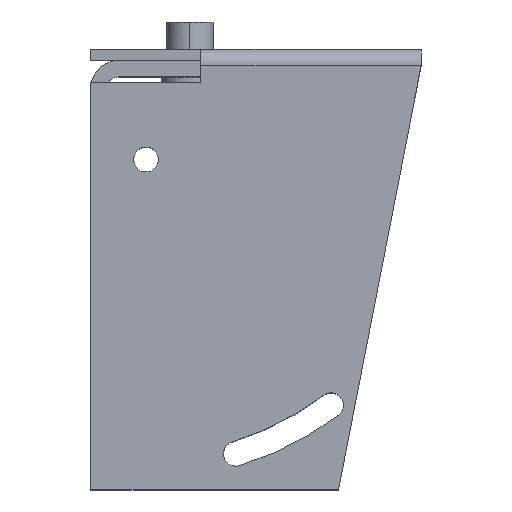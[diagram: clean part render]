
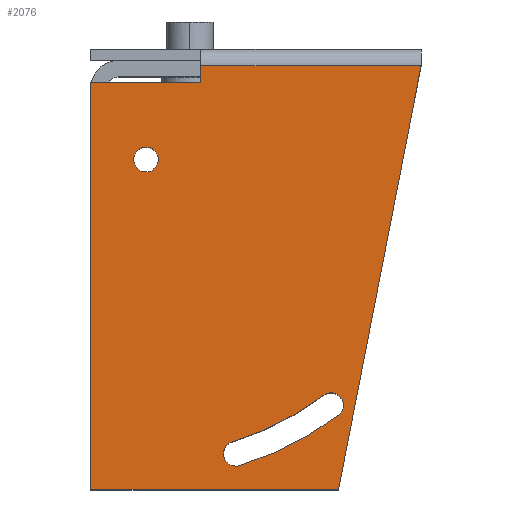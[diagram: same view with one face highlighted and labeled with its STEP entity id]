
A CAD part, top view. The second image highlights one B-rep face of the part: STEP entity #2076.
In plain terms, the highlighted planar face has unit normal (0, 0, 1).
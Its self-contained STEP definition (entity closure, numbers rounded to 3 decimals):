
#211=DIRECTION('',(-1.,0.,0.));
#212=VECTOR('',#211,40.);
#213=CARTESIAN_POINT('',(57.,2.,14.5));
#214=LINE('',#213,#212);
#521=DIRECTION('',(-1.,0.,0.));
#522=VECTOR('',#521,20.);
#523=CARTESIAN_POINT('',(17.,-1.,14.5));
#524=LINE('',#523,#522);
#529=DIRECTION('',(0.,1.,0.));
#530=VECTOR('',#529,3.);
#531=CARTESIAN_POINT('',(17.,-1.,14.5));
#532=LINE('',#531,#530);
#533=DIRECTION('',(-0.191,-0.982,0.));
#534=VECTOR('',#533,78.447);
#535=CARTESIAN_POINT('',(57.,2.,14.5));
#536=LINE('',#535,#534);
#537=DIRECTION('',(-1.,0.,0.));
#538=VECTOR('',#537,45.);
#539=CARTESIAN_POINT('',(42.,-75.,14.5));
#540=LINE('',#539,#538);
#541=CARTESIAN_POINT('',(7.,-15.,14.5));
#542=DIRECTION('',(0.,0.,1.));
#543=DIRECTION('',(-1.,0.,0.));
#544=AXIS2_PLACEMENT_3D('',#541,#542,#543);
#546=CARTESIAN_POINT('',(7.,-15.,14.5));
#547=DIRECTION('',(0.,0.,1.));
#548=DIRECTION('',(1.,0.,0.));
#549=AXIS2_PLACEMENT_3D('',#546,#547,#548);
#551=CARTESIAN_POINT('',(23.344,-68.457,14.5));
#552=DIRECTION('',(0.,0.,1.));
#553=DIRECTION('',(-0.292,0.956,0.));
#554=AXIS2_PLACEMENT_3D('',#551,#552,#553);
#556=CARTESIAN_POINT('',(7.,-15.,14.5));
#557=DIRECTION('',(0.,0.,1.));
#558=DIRECTION('',(0.292,-0.956,0.));
#559=AXIS2_PLACEMENT_3D('',#556,#557,#558);
#561=CARTESIAN_POINT('',(40.641,-59.644,14.5));
#562=DIRECTION('',(0.,0.,1.));
#563=DIRECTION('',(0.602,-0.799,0.));
#564=AXIS2_PLACEMENT_3D('',#561,#562,#563);
#566=CARTESIAN_POINT('',(7.,-15.,14.5));
#567=DIRECTION('',(0.,0.,-1.));
#568=DIRECTION('',(0.602,-0.799,0.));
#569=AXIS2_PLACEMENT_3D('',#566,#567,#568);
#583=DIRECTION('',(0.,-1.,0.));
#584=VECTOR('',#583,74.);
#585=CARTESIAN_POINT('',(-3.,-1.,14.5));
#586=LINE('',#585,#584);
#1183=CARTESIAN_POINT('',(17.,2.,14.5));
#1184=VERTEX_POINT('',#1183);
#1185=CARTESIAN_POINT('',(57.,2.,14.5));
#1186=VERTEX_POINT('',#1185);
#1189=CARTESIAN_POINT('',(42.,-75.,14.5));
#1190=VERTEX_POINT('',#1189);
#1209=CARTESIAN_POINT('',(9.25,-15.,14.5));
#1210=VERTEX_POINT('',#1209);
#1211=CARTESIAN_POINT('',(4.75,-15.,14.5));
#1212=VERTEX_POINT('',#1211);
#1213=CARTESIAN_POINT('',(17.,-1.,14.5));
#1214=VERTEX_POINT('',#1213);
#1215=CARTESIAN_POINT('',(-3.,-75.,14.5));
#1216=VERTEX_POINT('',#1215);
#1217=CARTESIAN_POINT('',(-3.,-1.,14.5));
#1218=VERTEX_POINT('',#1217);
#1219=CARTESIAN_POINT('',(22.686,-66.306,14.5));
#1220=CARTESIAN_POINT('',(24.001,-70.609,14.5));
#1221=VERTEX_POINT('',#1219);
#1222=VERTEX_POINT('',#1220);
#1223=CARTESIAN_POINT('',(41.996,-61.441,14.5));
#1224=VERTEX_POINT('',#1223);
#1225=CARTESIAN_POINT('',(39.287,-57.847,14.5));
#1226=VERTEX_POINT('',#1225);
#2044=CARTESIAN_POINT('',(-3.,-75.,14.5));
#2045=DIRECTION('',(0.,0.,-1.));
#2046=DIRECTION('',(0.,1.,0.));
#2047=AXIS2_PLACEMENT_3D('',#2044,#2045,#2046);
#2048=PLANE('',#2047);
#2049=ORIENTED_EDGE('',*,*,#1549,.T.);
#2050=ORIENTED_EDGE('',*,*,#1582,.F.);
#2052=ORIENTED_EDGE('',*,*,#2051,.T.);
#2054=ORIENTED_EDGE('',*,*,#2053,.T.);
#2056=ORIENTED_EDGE('',*,*,#2055,.F.);
#2057=ORIENTED_EDGE('',*,*,#2030,.F.);
#2058=EDGE_LOOP('',(#2049,#2050,#2052,#2054,#2056,#2057));
#2059=FACE_OUTER_BOUND('',#2058,.F.);
#2061=ORIENTED_EDGE('',*,*,#2060,.T.);
#2063=ORIENTED_EDGE('',*,*,#2062,.T.);
#2064=EDGE_LOOP('',(#2061,#2063));
#2065=FACE_BOUND('',#2064,.F.);
#2067=ORIENTED_EDGE('',*,*,#2066,.T.);
#2069=ORIENTED_EDGE('',*,*,#2068,.T.);
#2071=ORIENTED_EDGE('',*,*,#2070,.T.);
#2073=ORIENTED_EDGE('',*,*,#2072,.T.);
#2074=EDGE_LOOP('',(#2067,#2069,#2071,#2073));
#2075=FACE_BOUND('',#2074,.F.);
#2076=ADVANCED_FACE('',(#2059,#2065,#2075),#2048,.F.);
#545=CIRCLE('',#544,2.25);
#550=CIRCLE('',#549,2.25);
#555=CIRCLE('',#554,2.25);
#560=CIRCLE('',#559,58.15);
#565=CIRCLE('',#564,2.25);
#570=CIRCLE('',#569,53.65);
#1549=EDGE_CURVE('',#1214,#1184,#532,.T.);
#1582=EDGE_CURVE('',#1186,#1184,#214,.T.);
#2030=EDGE_CURVE('',#1214,#1218,#524,.T.);
#2051=EDGE_CURVE('',#1186,#1190,#536,.T.);
#2053=EDGE_CURVE('',#1190,#1216,#540,.T.);
#2055=EDGE_CURVE('',#1218,#1216,#586,.T.);
#2060=EDGE_CURVE('',#1212,#1210,#545,.T.);
#2062=EDGE_CURVE('',#1210,#1212,#550,.T.);
#2066=EDGE_CURVE('',#1221,#1222,#555,.T.);
#2068=EDGE_CURVE('',#1222,#1224,#560,.T.);
#2070=EDGE_CURVE('',#1224,#1226,#565,.T.);
#2072=EDGE_CURVE('',#1226,#1221,#570,.T.);
